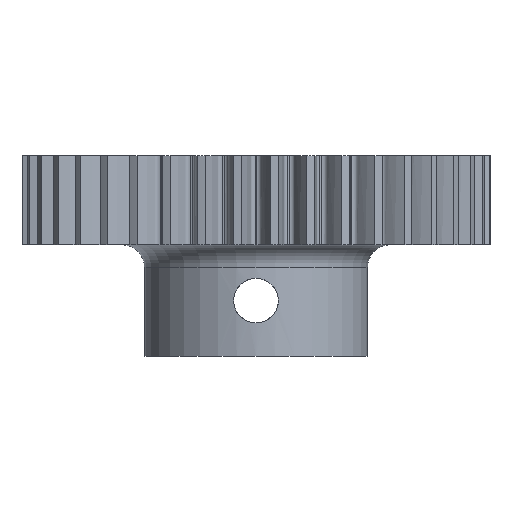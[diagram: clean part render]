
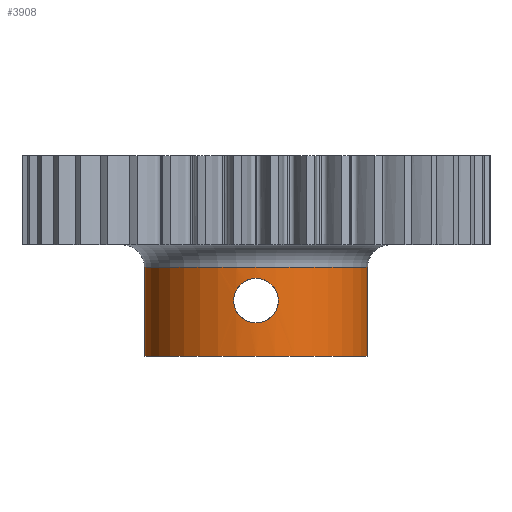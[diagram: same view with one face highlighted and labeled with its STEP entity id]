
A CAD part, front view. The second image highlights one B-rep face of the part: STEP entity #3908.
In plain terms, the highlighted cylindrical face has radius 5 mm (diameter 10 mm), a partial arc.
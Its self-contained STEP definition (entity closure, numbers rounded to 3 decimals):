
#48 = CARTESIAN_POINT ( 'NONE',  ( -1., -4.899, -2.368 ) ) ;
#164 = CARTESIAN_POINT ( 'NONE',  ( 0.874, -4.923, -1.996 ) ) ;
#167 = DIRECTION ( 'NONE',  ( -1., 0., 0. ) ) ;
#181 = LINE ( 'NONE', #7806, #2278 ) ;
#249 = EDGE_CURVE ( 'NONE', #4856, #6703, #8327, .T. ) ;
#384 = DIRECTION ( 'NONE',  ( 1., 0., 0. ) ) ;
#900 = CARTESIAN_POINT ( 'NONE',  ( 0.974, -4.904, -2.762 ) ) ;
#918 = EDGE_CURVE ( 'NONE', #4950, #6510, #8878, .T. ) ;
#929 = CARTESIAN_POINT ( 'NONE',  ( 0., -5., -3.5 ) ) ;
#953 = CARTESIAN_POINT ( 'NONE',  ( 0.505, -4.976, -1.627 ) ) ;
#1051 = ORIENTED_EDGE ( 'NONE', *, *, #10912, .T. ) ;
#1122 = CARTESIAN_POINT ( 'NONE',  ( 0.133, -5., -1.5 ) ) ;
#1289 = CARTESIAN_POINT ( 'NONE',  ( 0., -5., -1.5 ) ) ;
#1402 = ORIENTED_EDGE ( 'NONE', *, *, #249, .F. ) ;
#1443 = LINE ( 'NONE', #3937, #10898 ) ;
#1488 = ORIENTED_EDGE ( 'NONE', *, *, #4717, .T. ) ;
#1637 = CYLINDRICAL_SURFACE ( 'NONE', #8134, 5. ) ;
#1711 = CARTESIAN_POINT ( 'NONE',  ( -0.264, -4.994, -1.527 ) ) ;
#1735 = CARTESIAN_POINT ( 'NONE',  ( 0., -5., -3.5 ) ) ;
#1859 = DIRECTION ( 'NONE',  ( 0., 0., 1. ) ) ;
#1896 = CARTESIAN_POINT ( 'NONE',  ( 0.974, -4.905, -2.237 ) ) ;
#1924 = VERTEX_POINT ( 'NONE', #5963 ) ;
#2278 = VECTOR ( 'NONE', #1859, 1000. ) ;
#2382 = CARTESIAN_POINT ( 'NONE',  ( -5., 0., -5. ) ) ;
#2505 = B_SPLINE_CURVE_WITH_KNOTS ( 'NONE', 3,
 ( #7845, #1122, #5330, #953, #2666, #8632, #164, #1896, #6139, #4387, #900, #8475, #5271, #3556, #9301, #7688, #8688, #1735 ),
 .UNSPECIFIED., .F., .F.,
 ( 4, 2, 2, 2, 2, 2, 2, 2, 4 ),
 ( 0., 0., 0.001, 0.001, 0.002, 0.002, 0.002, 0.003, 0.003 ),
 .UNSPECIFIED. ) ;
#2542 = CARTESIAN_POINT ( 'NONE',  ( -0.974, -4.905, -2.763 ) ) ;
#2543 = ORIENTED_EDGE ( 'NONE', *, *, #7205, .T. ) ;
#2595 = CARTESIAN_POINT ( 'NONE',  ( 0., -5., -1.5 ) ) ;
#2666 = CARTESIAN_POINT ( 'NONE',  ( 0.615, -4.963, -1.701 ) ) ;
#3299 = CARTESIAN_POINT ( 'NONE',  ( 0., -5., -3.5 ) ) ;
#3487 = CARTESIAN_POINT ( 'NONE',  ( -0.799, -4.937, -3.115 ) ) ;
#3556 = CARTESIAN_POINT ( 'NONE',  ( 0.614, -4.963, -3.3 ) ) ;
#3688 = EDGE_LOOP ( 'NONE', ( #8430, #1402, #1488, #1051 ) ) ;
#3801 = EDGE_LOOP ( 'NONE', ( #2543, #10697 ) ) ;
#3908 = ADVANCED_FACE ( 'NONE', ( #8383, #10145 ), #1637, .T. ) ;
#3937 = CARTESIAN_POINT ( 'NONE',  ( -5., 0., -5. ) ) ;
#4387 = CARTESIAN_POINT ( 'NONE',  ( 1., -4.899, -2.63 ) ) ;
#4390 = DIRECTION ( 'NONE',  ( 0., 0., -1. ) ) ;
#4717 = EDGE_CURVE ( 'NONE', #4856, #7320, #181, .T. ) ;
#4749 = CIRCLE ( 'NONE', #10751, 5. ) ;
#4856 = VERTEX_POINT ( 'NONE', #10528 ) ;
#4950 = VERTEX_POINT ( 'NONE', #3299 ) ;
#5095 = CARTESIAN_POINT ( 'NONE',  ( -1., -4.899, -2.633 ) ) ;
#5271 = CARTESIAN_POINT ( 'NONE',  ( 0.8, -4.936, -3.114 ) ) ;
#5309 = CARTESIAN_POINT ( 'NONE',  ( -0.616, -4.963, -1.701 ) ) ;
#5330 = CARTESIAN_POINT ( 'NONE',  ( 0.263, -4.995, -1.526 ) ) ;
#5757 = DIRECTION ( 'NONE',  ( 0., 0., 1. ) ) ;
#5911 = CARTESIAN_POINT ( 'NONE',  ( -0.799, -4.937, -1.885 ) ) ;
#5963 = CARTESIAN_POINT ( 'NONE',  ( -5., 0., -1. ) ) ;
#6139 = CARTESIAN_POINT ( 'NONE',  ( 1., -4.899, -2.369 ) ) ;
#6510 = VERTEX_POINT ( 'NONE', #1289 ) ;
#6703 = VERTEX_POINT ( 'NONE', #2382 ) ;
#6826 = DIRECTION ( 'NONE',  ( 0., 0., 1. ) ) ;
#6844 = CARTESIAN_POINT ( 'NONE',  ( -0.974, -4.905, -2.238 ) ) ;
#7205 = EDGE_CURVE ( 'NONE', #6510, #4950, #2505, .T. ) ;
#7254 = AXIS2_PLACEMENT_3D ( 'NONE', #8582, #4390, #167 ) ;
#7294 = DIRECTION ( 'NONE',  ( 0., 0., -1. ) ) ;
#7320 = VERTEX_POINT ( 'NONE', #7901 ) ;
#7617 = CARTESIAN_POINT ( 'NONE',  ( -0.614, -4.963, -3.3 ) ) ;
#7647 = CARTESIAN_POINT ( 'NONE',  ( 0., 0., -5. ) ) ;
#7667 = CARTESIAN_POINT ( 'NONE',  ( -0.503, -4.976, -3.374 ) ) ;
#7688 = CARTESIAN_POINT ( 'NONE',  ( 0.262, -4.995, -3.474 ) ) ;
#7806 = CARTESIAN_POINT ( 'NONE',  ( 5., 0., -5. ) ) ;
#7845 = CARTESIAN_POINT ( 'NONE',  ( 0., -5., -1.5 ) ) ;
#7901 = CARTESIAN_POINT ( 'NONE',  ( 5., 0., -1. ) ) ;
#7935 = EDGE_CURVE ( 'NONE', #6703, #1924, #1443, .T. ) ;
#7954 = CARTESIAN_POINT ( 'NONE',  ( 0., 0., -1. ) ) ;
#8134 = AXIS2_PLACEMENT_3D ( 'NONE', #7647, #6826, #9199 ) ;
#8327 = CIRCLE ( 'NONE', #7254, 5. ) ;
#8383 = FACE_OUTER_BOUND ( 'NONE', #3688, .T. ) ;
#8430 = ORIENTED_EDGE ( 'NONE', *, *, #7935, .F. ) ;
#8449 = CARTESIAN_POINT ( 'NONE',  ( -0.132, -5., -1.5 ) ) ;
#8475 = CARTESIAN_POINT ( 'NONE',  ( 0.874, -4.923, -3.004 ) ) ;
#8582 = CARTESIAN_POINT ( 'NONE',  ( 0., 0., -5. ) ) ;
#8632 = CARTESIAN_POINT ( 'NONE',  ( 0.799, -4.937, -1.885 ) ) ;
#8664 = CARTESIAN_POINT ( 'NONE',  ( -0.874, -4.923, -1.996 ) ) ;
#8688 = CARTESIAN_POINT ( 'NONE',  ( 0.131, -5., -3.5 ) ) ;
#8878 = B_SPLINE_CURVE_WITH_KNOTS ( 'NONE', 3,
 ( #929, #9490, #10164, #7667, #7617, #3487, #10112, #2542, #5095, #48, #6844, #8664, #5911, #5309, #9384, #1711, #8449, #2595 ),
 .UNSPECIFIED., .F., .F.,
 ( 4, 2, 2, 2, 2, 2, 2, 2, 4 ),
 ( 0.003, 0.004, 0.004, 0.004, 0.005, 0.005, 0.005, 0.006, 0.006 ),
 .UNSPECIFIED. ) ;
#9199 = DIRECTION ( 'NONE',  ( 1., 0., 0. ) ) ;
#9301 = CARTESIAN_POINT ( 'NONE',  ( 0.504, -4.976, -3.374 ) ) ;
#9384 = CARTESIAN_POINT ( 'NONE',  ( -0.504, -4.976, -1.627 ) ) ;
#9490 = CARTESIAN_POINT ( 'NONE',  ( -0.131, -5., -3.5 ) ) ;
#10112 = CARTESIAN_POINT ( 'NONE',  ( -0.873, -4.923, -3.005 ) ) ;
#10145 = FACE_BOUND ( 'NONE', #3801, .T. ) ;
#10164 = CARTESIAN_POINT ( 'NONE',  ( -0.263, -4.995, -3.474 ) ) ;
#10528 = CARTESIAN_POINT ( 'NONE',  ( 5., 0., -5. ) ) ;
#10697 = ORIENTED_EDGE ( 'NONE', *, *, #918, .T. ) ;
#10751 = AXIS2_PLACEMENT_3D ( 'NONE', #7954, #7294, #384 ) ;
#10898 = VECTOR ( 'NONE', #5757, 1000. ) ;
#10912 = EDGE_CURVE ( 'NONE', #7320, #1924, #4749, .T. ) ;
